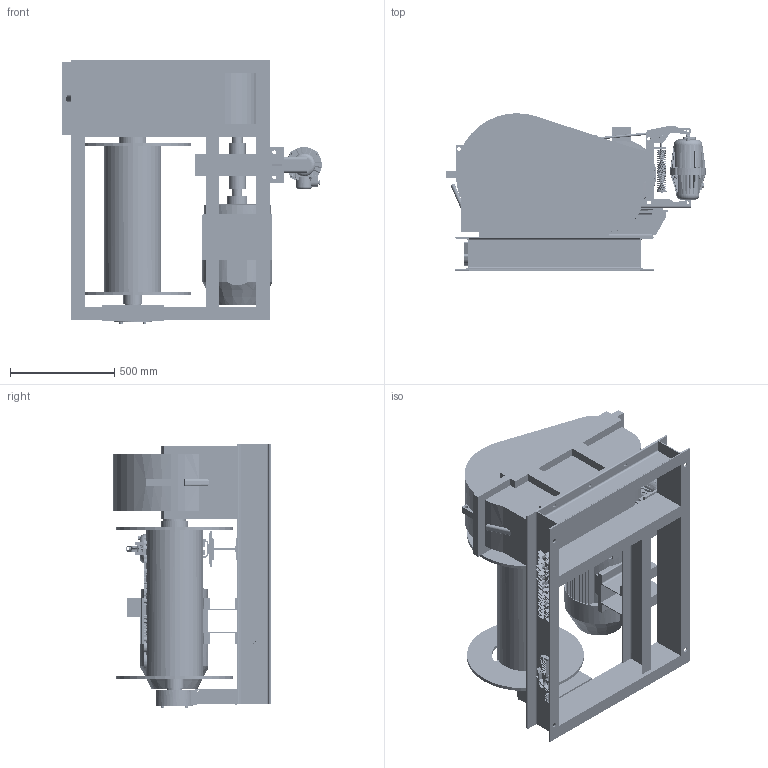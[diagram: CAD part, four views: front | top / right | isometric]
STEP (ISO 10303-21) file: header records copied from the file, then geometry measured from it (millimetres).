
FILE_DESCRIPTION(('STEP AP203'), '1');
FILE_NAME('佮-3,2', '', ('UNSPECIFIED'), ('UNSPECIFIED'), 'ASCON STEP Converter 1.6', 'ASCON Math Kernel', '');
FILE_SCHEMA(('CONFIG_CONTROL_DESIGN'));
Length unit declared in the file: millimetre
Products named in the file (1): 佮3,2 00.00.000
Bounding box: 1241.83 x 751.96 x 1263.5 mm (x, y, z)
Volume: 243065679.9 mm3; surface area: 10131264.9 mm2
Topology: 61 solids, 61 shells, 9360 faces, 26439 edges, 17473 vertices
Faces by surface type: cylinder 4421, plane 3164, extrusion 1557, cone 146, torus 37, sphere 34, bspline 1
Full cylindrical faces by diameter (mm): 2.308 x1, 2.4 x3, 5.917 x2, 6.647 x10, 8.376 x1, 10 x21, 10.106 x7, 11 x4, 12 x17, 14 x18, 15 x8, 16 x1, 16.997 x2, 17 x8, 18 x5, 20 x68, 23 x5, 27 x24, 28 x6, 36 x1, 48 x2, 50 x1, 51 x1, 65 x1, 75 x2, 76 x1, 77 x1, 78 x1, 80 x1, 90 x1
Entity records: 440684 total; most frequent: CARTESIAN_POINT 126937, ORIENTED_EDGE 51890, DIRECTION 46216, EDGE_CURVE 25945, VERTEX_POINT 17415, AXIS2_PLACEMENT_3D 15894, VECTOR 14428, LINE 12871
